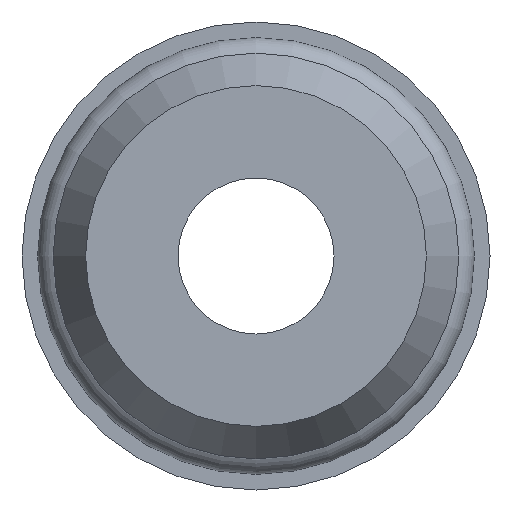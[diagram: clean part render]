
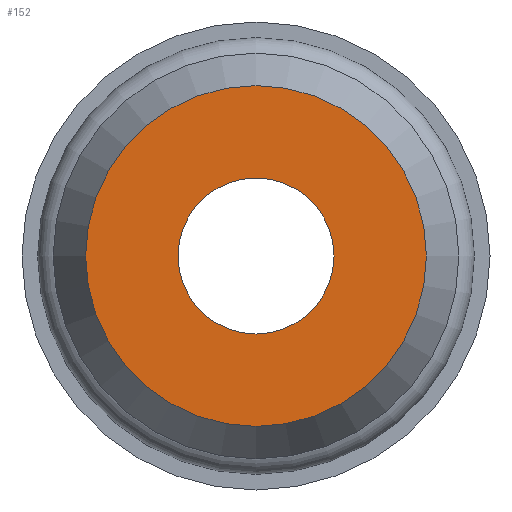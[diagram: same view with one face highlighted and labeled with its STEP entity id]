
A CAD part, front view. The second image highlights one B-rep face of the part: STEP entity #152.
In plain terms, the highlighted planar face has unit normal (0, -1, 0).
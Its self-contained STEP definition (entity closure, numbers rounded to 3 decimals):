
#152 = ADVANCED_FACE( 'NONE', ( #230, #231 ), #232, .T. );
#230 = FACE_OUTER_BOUND( '', #343, .T. );
#231 = FACE_BOUND( '', #344, .T. );
#232 = PLANE( '', #345 );
#343 = EDGE_LOOP( '', ( #533 ) );
#344 = EDGE_LOOP( '', ( #534 ) );
#345 = AXIS2_PLACEMENT_3D( '', #535, #536, #537 );
#533 = ORIENTED_EDGE( '', *, *, #727, .F. );
#534 = ORIENTED_EDGE( '', *, *, #701, .F. );
#535 = CARTESIAN_POINT( '', ( 0., 0., 0. ) );
#536 = DIRECTION( '', ( 0., -1., 0. ) );
#537 = DIRECTION( '', ( 0., 0., -1. ) );
#701 = EDGE_CURVE( 'NONE', #797, #797, #798, .T. );
#727 = EDGE_CURVE( 'NONE', #841, #841, #842, .T. );
#797 = VERTEX_POINT( '', #949 );
#798 = CIRCLE( '', #950, 2.5 );
#841 = VERTEX_POINT( '', #1008 );
#842 = CIRCLE( '', #1009, 5.461 );
#949 = CARTESIAN_POINT( '', ( 0., 0., -2.5 ) );
#950 = AXIS2_PLACEMENT_3D( '', #1104, #1105, #1106 );
#1008 = CARTESIAN_POINT( '', ( 0., 0., 5.461 ) );
#1009 = AXIS2_PLACEMENT_3D( '', #1159, #1160, #1161 );
#1104 = CARTESIAN_POINT( '', ( 0., 0., 0. ) );
#1105 = DIRECTION( '', ( 0., -1., 0. ) );
#1106 = DIRECTION( '', ( 0., 0., -1. ) );
#1159 = CARTESIAN_POINT( '', ( 0., 0., 0. ) );
#1160 = DIRECTION( '', ( 0., 1., 0. ) );
#1161 = DIRECTION( '', ( 0., 0., 1. ) );
